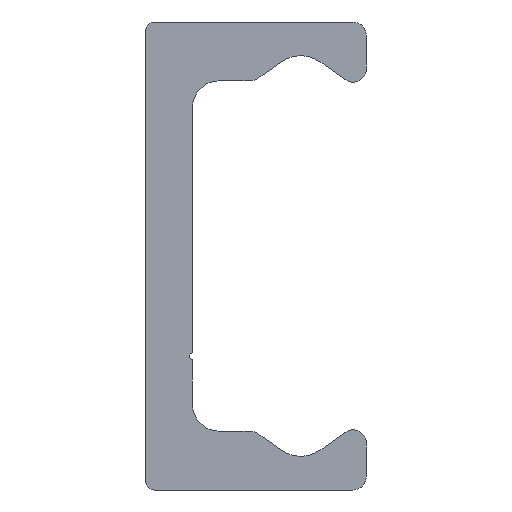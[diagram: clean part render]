
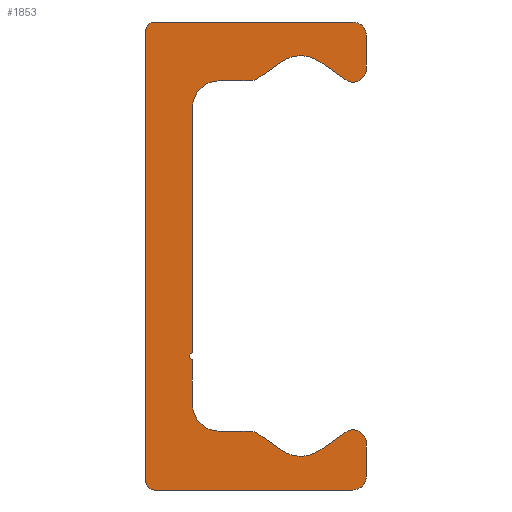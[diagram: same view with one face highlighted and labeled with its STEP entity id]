
A CAD part, left-side view. The second image highlights one B-rep face of the part: STEP entity #1853.
In plain terms, the highlighted planar face has unit normal (-1, 0, 0).
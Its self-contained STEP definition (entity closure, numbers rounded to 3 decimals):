
#880=CARTESIAN_POINT('',(0.0,4.75,-7.25));
#881=VERTEX_POINT('',#880);
#888=CARTESIAN_POINT('',(0.0,4.75,-7.75));
#889=VERTEX_POINT('',#888);
#890=CARTESIAN_POINT('',(0.0,4.75,-7.5));
#891=DIRECTION('',(-1.0,0.0,0.0));
#892=DIRECTION('',(0.0,0.0,1.0));
#893=AXIS2_PLACEMENT_3D('',#890,#891,#892);
#894=CIRCLE('',#893,0.25);
#895=EDGE_CURVE('',#881,#889,#894,.T.);
#1005=CARTESIAN_POINT('',(0.0,4.75,11.1));
#1006=VERTEX_POINT('',#1005);
#1013=CARTESIAN_POINT('',(0.0,4.75,11.1));
#1014=DIRECTION('',(0.0,0.0,-1.0));
#1015=VECTOR('',#1014,18.35);
#1016=LINE('',#1013,#1015);
#1017=EDGE_CURVE('',#1006,#881,#1016,.T.);
#1053=CARTESIAN_POINT('',(0.0,7.6,-17.5));
#1054=VERTEX_POINT('',#1053);
#1061=CARTESIAN_POINT('',(0.0,8.25,-16.85));
#1062=VERTEX_POINT('',#1061);
#1063=CARTESIAN_POINT('',(0.0,7.6,-16.85));
#1064=DIRECTION('',(1.0,0.0,0.0));
#1065=DIRECTION('',(0.0,0.0,-1.0));
#1066=AXIS2_PLACEMENT_3D('',#1063,#1064,#1065);
#1067=CIRCLE('',#1066,0.65);
#1068=EDGE_CURVE('',#1054,#1062,#1067,.T.);
#1092=CARTESIAN_POINT('',(0.0,-7.25,-17.5));
#1093=VERTEX_POINT('',#1092);
#1100=CARTESIAN_POINT('',(0.0,-7.25,-17.5));
#1101=DIRECTION('',(0.0,1.0,0.0));
#1102=VECTOR('',#1101,14.85);
#1103=LINE('',#1100,#1102);
#1104=EDGE_CURVE('',#1093,#1054,#1103,.T.);
#1124=CARTESIAN_POINT('',(0.0,-8.25,-16.5));
#1125=VERTEX_POINT('',#1124);
#1132=CARTESIAN_POINT('',(0.0,-7.25,-16.5));
#1133=DIRECTION('',(1.0,0.0,0.0));
#1134=DIRECTION('',(0.0,-1.0,0.0));
#1135=AXIS2_PLACEMENT_3D('',#1132,#1133,#1134);
#1136=CIRCLE('',#1135,1.0);
#1137=EDGE_CURVE('',#1125,#1093,#1136,.T.);
#1156=CARTESIAN_POINT('',(0.0,-8.25,-13.98));
#1157=VERTEX_POINT('',#1156);
#1164=CARTESIAN_POINT('',(0.0,-8.25,-13.98));
#1165=DIRECTION('',(0.0,0.0,-1.0));
#1166=VECTOR('',#1165,2.52);
#1167=LINE('',#1164,#1166);
#1168=EDGE_CURVE('',#1157,#1125,#1167,.T.);
#1188=CARTESIAN_POINT('',(0.0,-6.708,-13.177));
#1189=VERTEX_POINT('',#1188);
#1196=CARTESIAN_POINT('',(0.0,-7.27,-13.98));
#1197=DIRECTION('',(1.0,0.0,0.0));
#1198=DIRECTION('',(0.0,0.574,0.819));
#1199=AXIS2_PLACEMENT_3D('',#1196,#1197,#1198);
#1200=CIRCLE('',#1199,0.98);
#1201=EDGE_CURVE('',#1189,#1157,#1200,.T.);
#1220=CARTESIAN_POINT('',(0.0,-4.784,-14.524));
#1221=VERTEX_POINT('',#1220);
#1228=CARTESIAN_POINT('',(0.0,-4.784,-14.524));
#1229=DIRECTION('',(0.0,-0.819,0.574));
#1230=VECTOR('',#1229,2.349);
#1231=LINE('',#1228,#1230);
#1232=EDGE_CURVE('',#1221,#1189,#1231,.T.);
#1252=CARTESIAN_POINT('',(0.0,-1.916,-14.524));
#1253=VERTEX_POINT('',#1252);
#1260=CARTESIAN_POINT('',(0.0,-3.35,-12.477));
#1261=DIRECTION('',(-1.0,0.0,0.0));
#1262=DIRECTION('',(0.0,0.574,0.819));
#1263=AXIS2_PLACEMENT_3D('',#1260,#1261,#1262);
#1264=CIRCLE('',#1263,2.5);
#1265=EDGE_CURVE('',#1253,#1221,#1264,.T.);
#1284=CARTESIAN_POINT('',(0.0,-0.14,-13.281));
#1285=VERTEX_POINT('',#1284);
#1292=CARTESIAN_POINT('',(0.0,-0.14,-13.281));
#1293=DIRECTION('',(0.0,-0.819,-0.574));
#1294=VECTOR('',#1293,2.168);
#1295=LINE('',#1292,#1294);
#1296=EDGE_CURVE('',#1285,#1253,#1295,.T.);
#1316=CARTESIAN_POINT('',(0.0,0.433,-13.1));
#1317=VERTEX_POINT('',#1316);
#1324=CARTESIAN_POINT('',(0.0,0.433,-14.1));
#1325=DIRECTION('',(1.0,0.0,0.0));
#1326=DIRECTION('',(0.0,0.0,1.0));
#1327=AXIS2_PLACEMENT_3D('',#1324,#1325,#1326);
#1328=CIRCLE('',#1327,1.);
#1329=EDGE_CURVE('',#1317,#1285,#1328,.T.);
#1348=CARTESIAN_POINT('',(0.0,2.75,-13.1));
#1349=VERTEX_POINT('',#1348);
#1356=CARTESIAN_POINT('',(0.0,2.75,-13.1));
#1357=DIRECTION('',(0.0,-1.0,0.0));
#1358=VECTOR('',#1357,2.317);
#1359=LINE('',#1356,#1358);
#1360=EDGE_CURVE('',#1349,#1317,#1359,.T.);
#1380=CARTESIAN_POINT('',(0.0,4.75,-11.1));
#1381=VERTEX_POINT('',#1380);
#1388=CARTESIAN_POINT('',(0.0,2.75,-11.1));
#1389=DIRECTION('',(-1.0,0.0,0.0));
#1390=DIRECTION('',(0.0,0.0,1.0));
#1391=AXIS2_PLACEMENT_3D('',#1388,#1389,#1390);
#1392=CIRCLE('',#1391,2.0);
#1393=EDGE_CURVE('',#1381,#1349,#1392,.T.);
#1411=CARTESIAN_POINT('',(0.0,4.75,-7.75));
#1412=DIRECTION('',(0.0,0.0,-1.0));
#1413=VECTOR('',#1412,3.35);
#1414=LINE('',#1411,#1413);
#1415=EDGE_CURVE('',#889,#1381,#1414,.T.);
#1435=CARTESIAN_POINT('',(0.0,2.75,13.1));
#1436=VERTEX_POINT('',#1435);
#1443=CARTESIAN_POINT('',(0.0,2.75,11.1));
#1444=DIRECTION('',(-1.0,0.0,0.0));
#1445=DIRECTION('',(0.0,-1.0,0.0));
#1446=AXIS2_PLACEMENT_3D('',#1443,#1444,#1445);
#1447=CIRCLE('',#1446,2.0);
#1448=EDGE_CURVE('',#1436,#1006,#1447,.T.);
#1467=CARTESIAN_POINT('',(0.0,0.433,13.1));
#1468=VERTEX_POINT('',#1467);
#1475=CARTESIAN_POINT('',(0.0,0.433,13.1));
#1476=DIRECTION('',(0.0,1.0,0.0));
#1477=VECTOR('',#1476,2.317);
#1478=LINE('',#1475,#1477);
#1479=EDGE_CURVE('',#1468,#1436,#1478,.T.);
#1499=CARTESIAN_POINT('',(0.0,-0.14,13.281));
#1500=VERTEX_POINT('',#1499);
#1507=CARTESIAN_POINT('',(0.0,0.433,14.1));
#1508=DIRECTION('',(1.0,0.0,0.0));
#1509=DIRECTION('',(0.0,-0.574,-0.819));
#1510=AXIS2_PLACEMENT_3D('',#1507,#1508,#1509);
#1511=CIRCLE('',#1510,1.);
#1512=EDGE_CURVE('',#1500,#1468,#1511,.T.);
#1531=CARTESIAN_POINT('',(0.0,-1.916,14.524));
#1532=VERTEX_POINT('',#1531);
#1539=CARTESIAN_POINT('',(0.0,-1.916,14.524));
#1540=DIRECTION('',(0.0,0.819,-0.574));
#1541=VECTOR('',#1540,2.168);
#1542=LINE('',#1539,#1541);
#1543=EDGE_CURVE('',#1532,#1500,#1542,.T.);
#1563=CARTESIAN_POINT('',(0.0,-4.784,14.524));
#1564=VERTEX_POINT('',#1563);
#1571=CARTESIAN_POINT('',(0.0,-3.35,12.477));
#1572=DIRECTION('',(-1.0,0.0,0.0));
#1573=DIRECTION('',(0.0,-0.574,-0.819));
#1574=AXIS2_PLACEMENT_3D('',#1571,#1572,#1573);
#1575=CIRCLE('',#1574,2.5);
#1576=EDGE_CURVE('',#1564,#1532,#1575,.T.);
#1595=CARTESIAN_POINT('',(0.0,-6.708,13.177));
#1596=VERTEX_POINT('',#1595);
#1603=CARTESIAN_POINT('',(0.0,-6.708,13.177));
#1604=DIRECTION('',(0.0,0.819,0.574));
#1605=VECTOR('',#1604,2.349);
#1606=LINE('',#1603,#1605);
#1607=EDGE_CURVE('',#1596,#1564,#1606,.T.);
#1627=CARTESIAN_POINT('',(0.0,-8.25,13.98));
#1628=VERTEX_POINT('',#1627);
#1635=CARTESIAN_POINT('',(0.0,-7.27,13.98));
#1636=DIRECTION('',(1.0,0.0,0.0));
#1637=DIRECTION('',(0.0,-1.0,0.0));
#1638=AXIS2_PLACEMENT_3D('',#1635,#1636,#1637);
#1639=CIRCLE('',#1638,0.98);
#1640=EDGE_CURVE('',#1628,#1596,#1639,.T.);
#1659=CARTESIAN_POINT('',(0.0,-8.25,16.5));
#1660=VERTEX_POINT('',#1659);
#1667=CARTESIAN_POINT('',(0.0,-8.25,16.5));
#1668=DIRECTION('',(0.0,0.0,-1.0));
#1669=VECTOR('',#1668,2.52);
#1670=LINE('',#1667,#1669);
#1671=EDGE_CURVE('',#1660,#1628,#1670,.T.);
#1691=CARTESIAN_POINT('',(0.0,-7.25,17.5));
#1692=VERTEX_POINT('',#1691);
#1699=CARTESIAN_POINT('',(0.0,-7.25,16.5));
#1700=DIRECTION('',(1.0,0.0,0.0));
#1701=DIRECTION('',(0.0,0.0,1.0));
#1702=AXIS2_PLACEMENT_3D('',#1699,#1700,#1701);
#1703=CIRCLE('',#1702,1.0);
#1704=EDGE_CURVE('',#1692,#1660,#1703,.T.);
#1723=CARTESIAN_POINT('',(0.0,7.6,17.5));
#1724=VERTEX_POINT('',#1723);
#1731=CARTESIAN_POINT('',(0.0,7.6,17.5));
#1732=DIRECTION('',(0.0,-1.0,0.0));
#1733=VECTOR('',#1732,14.85);
#1734=LINE('',#1731,#1733);
#1735=EDGE_CURVE('',#1724,#1692,#1734,.T.);
#1755=CARTESIAN_POINT('',(0.0,8.25,16.85));
#1756=VERTEX_POINT('',#1755);
#1763=CARTESIAN_POINT('',(0.0,7.6,16.85));
#1764=DIRECTION('',(1.0,0.0,0.0));
#1765=DIRECTION('',(0.0,1.0,0.0));
#1766=AXIS2_PLACEMENT_3D('',#1763,#1764,#1765);
#1767=CIRCLE('',#1766,0.65);
#1768=EDGE_CURVE('',#1756,#1724,#1767,.T.);
#1786=CARTESIAN_POINT('',(0.0,8.25,-16.85));
#1787=DIRECTION('',(0.0,0.0,1.0));
#1788=VECTOR('',#1787,33.7);
#1789=LINE('',#1786,#1788);
#1790=EDGE_CURVE('',#1062,#1756,#1789,.T.);
#1820=CARTESIAN_POINT('',(0.0,2.258,-0.017));
#1821=DIRECTION('',(1.0,0.0,0.0));
#1822=DIRECTION('',(0.0,0.0,-1.0));
#1823=AXIS2_PLACEMENT_3D('',#1820,#1821,#1822);
#1824=PLANE('',#1823);
#1825=ORIENTED_EDGE('',*,*,#1790,.F.);
#1826=ORIENTED_EDGE('',*,*,#1068,.F.);
#1827=ORIENTED_EDGE('',*,*,#1104,.F.);
#1828=ORIENTED_EDGE('',*,*,#1137,.F.);
#1829=ORIENTED_EDGE('',*,*,#1168,.F.);
#1830=ORIENTED_EDGE('',*,*,#1201,.F.);
#1831=ORIENTED_EDGE('',*,*,#1232,.F.);
#1832=ORIENTED_EDGE('',*,*,#1265,.F.);
#1833=ORIENTED_EDGE('',*,*,#1296,.F.);
#1834=ORIENTED_EDGE('',*,*,#1329,.F.);
#1835=ORIENTED_EDGE('',*,*,#1360,.F.);
#1836=ORIENTED_EDGE('',*,*,#1393,.F.);
#1837=ORIENTED_EDGE('',*,*,#1415,.F.);
#1838=ORIENTED_EDGE('',*,*,#895,.F.);
#1839=ORIENTED_EDGE('',*,*,#1017,.F.);
#1840=ORIENTED_EDGE('',*,*,#1448,.F.);
#1841=ORIENTED_EDGE('',*,*,#1479,.F.);
#1842=ORIENTED_EDGE('',*,*,#1512,.F.);
#1843=ORIENTED_EDGE('',*,*,#1543,.F.);
#1844=ORIENTED_EDGE('',*,*,#1576,.F.);
#1845=ORIENTED_EDGE('',*,*,#1607,.F.);
#1846=ORIENTED_EDGE('',*,*,#1640,.F.);
#1847=ORIENTED_EDGE('',*,*,#1671,.F.);
#1848=ORIENTED_EDGE('',*,*,#1704,.F.);
#1849=ORIENTED_EDGE('',*,*,#1735,.F.);
#1850=ORIENTED_EDGE('',*,*,#1768,.F.);
#1851=EDGE_LOOP('',(#1825,#1826,#1827,#1828,#1829,#1830,#1831,#1832,#1833,#1834,#1835,#1836,#1837,#1838,#1839,#1840,#1841,#1842,#1843,#1844,#1845,#1846,#1847,#1848,#1849,#1850));
#1852=FACE_OUTER_BOUND('',#1851,.T.);
#1853=ADVANCED_FACE('',(#1852),#1824,.F.);
